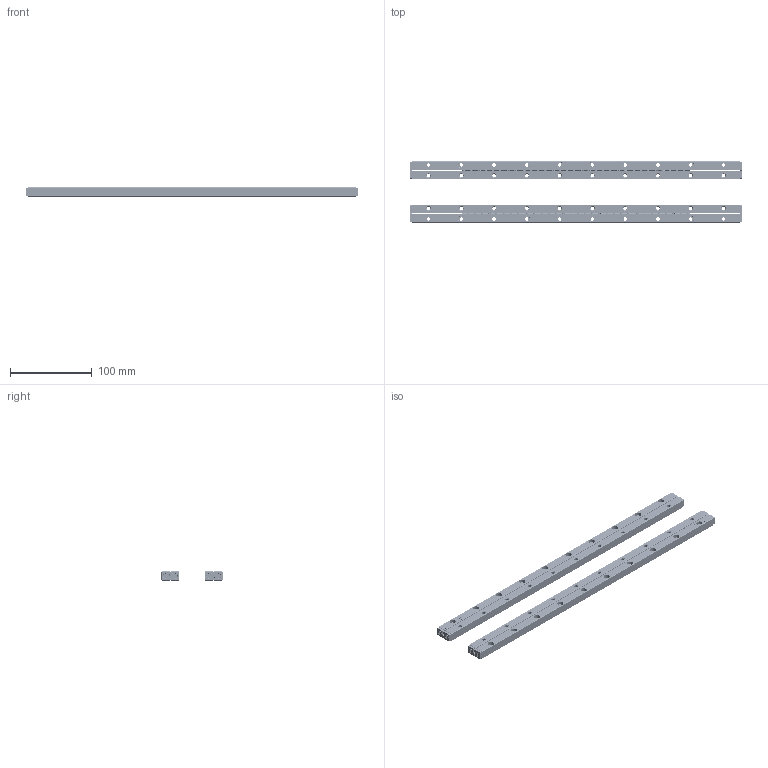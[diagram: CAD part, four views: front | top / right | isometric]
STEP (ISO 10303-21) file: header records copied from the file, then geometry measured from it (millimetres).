
FILE_DESCRIPTION(/* description */ (''),/* implementation_level */ '2;1');
FILE_NAME(/* name */ 'Set RSDE-4400x62KRE_stp.stp',/* time_stamp */ '2025-04-16T12:32:22+02:00',/* author */ (''),/* organization */ (''),/* preprocessor_version */ 'ST-DEVELOPER v16.7',/* originating_system */ 'SIEMENS PLM Software NX 12.0',/* authorisation */ '');
FILE_SCHEMA (('AUTOMOTIVE_DESIGN { 1 0 10303 214 3 1 1 1 }'));
Products named in the file (1): Set RSDE-4400x62KRE_stp
Bounding box: 405.1 x 75 x 11 mm (x, y, z)
Volume: 172681.9 mm3; surface area: 103447.6 mm2
Topology: 156 solids, 156 shells, 6648 faces, 18048 edges, 11768 vertices
Faces by surface type: plane 2460, cylinder 2460, torus 1000, cone 368, bspline 360
Full cylindrical faces by diameter (mm): 0.5 x520, 2 x124, 2.6 x8, 3 x8, 3.2 x16, 4 x124, 4.2 x40, 7.5 x40
Entity records: 219639 total; most frequent: CARTESIAN_POINT 45569, DIRECTION 35194, ORIENTED_EDGE 32712, EDGE_CURVE 16356, AXIS2_PLACEMENT_3D 13837, VERTEX_POINT 11332, EDGE_LOOP 9064, LINE 7520
